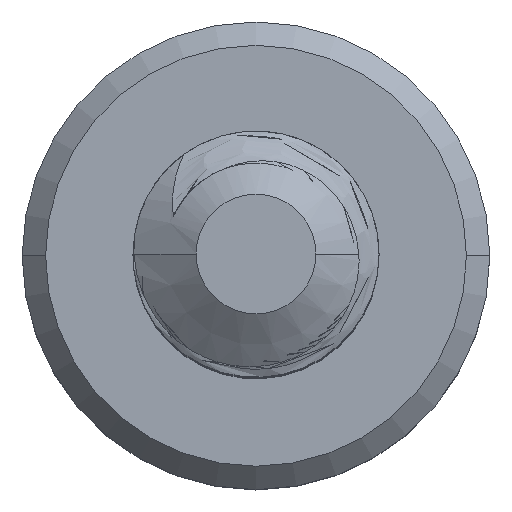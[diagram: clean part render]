
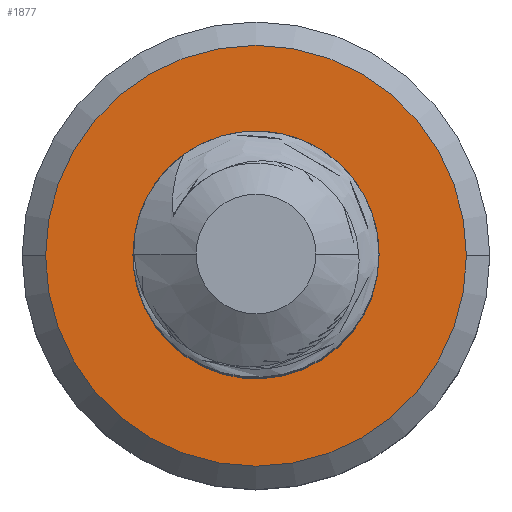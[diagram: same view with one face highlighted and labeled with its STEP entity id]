
A CAD part, top view. The second image highlights one B-rep face of the part: STEP entity #1877.
In plain terms, the highlighted planar face has unit normal (0, 0, 1).
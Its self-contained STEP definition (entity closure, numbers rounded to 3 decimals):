
#20=FACE_BOUND('',#483,.T.);
#23=PLANE('',#2016);
#276=B_SPLINE_CURVE_WITH_KNOTS('',3,(#4714,#4715,#4716,#4717,#4718,#4719,
#4720,#4721,#4722,#4723),.UNSPECIFIED.,.F.,.F.,(4,2,2,2,4),(0.,
0.001,0.001,0.002,0.002),
 .UNSPECIFIED.);
#278=B_SPLINE_CURVE_WITH_KNOTS('',3,(#5305,#5306,#5307,#5308,#5309,#5310,
#5311,#5312,#5313,#5314,#5315,#5316),.UNSPECIFIED.,.F.,.F.,(4,2,2,2,2,4),
(0.,0.,0.001,0.001,
0.002,0.002),.UNSPECIFIED.);
#375=FACE_OUTER_BOUND('',#482,.T.);
#482=EDGE_LOOP('',(#1716,#1717));
#483=EDGE_LOOP('',(#1718,#1719,#1720,#1721));
#695=CIRCLE('',#1909,1.71);
#703=CIRCLE('',#1961,1.);
#704=CIRCLE('',#2001,0.74);
#715=CIRCLE('',#2017,1.71);
#716=VERTEX_POINT('',#2391);
#717=VERTEX_POINT('',#2392);
#814=VERTEX_POINT('',#3313);
#816=VERTEX_POINT('',#3321);
#891=VERTEX_POINT('',#4713);
#892=VERTEX_POINT('',#5299);
#904=EDGE_CURVE('',#716,#717,#695,.T.);
#1045=EDGE_CURVE('',#816,#814,#703,.T.);
#1159=EDGE_CURVE('',#891,#814,#276,.T.);
#1163=EDGE_CURVE('',#816,#892,#278,.T.);
#1164=EDGE_CURVE('',#892,#891,#704,.T.);
#1175=EDGE_CURVE('',#717,#716,#715,.T.);
#1716=ORIENTED_EDGE('',*,*,#1175,.T.);
#1717=ORIENTED_EDGE('',*,*,#904,.T.);
#1718=ORIENTED_EDGE('',*,*,#1045,.F.);
#1719=ORIENTED_EDGE('',*,*,#1163,.T.);
#1720=ORIENTED_EDGE('',*,*,#1164,.T.);
#1721=ORIENTED_EDGE('',*,*,#1159,.T.);
#1877=ADVANCED_FACE('',(#375,#20),#23,.F.);
#1909=AXIS2_PLACEMENT_3D('',#2393,#2040,#2041);
#1961=AXIS2_PLACEMENT_3D('',#3327,#2193,#2194);
#2001=AXIS2_PLACEMENT_3D('',#5318,#2310,#2311);
#2016=AXIS2_PLACEMENT_3D('',#5338,#2340,#2341);
#2017=AXIS2_PLACEMENT_3D('',#5339,#2342,#2343);
#2040=DIRECTION('center_axis',(0.,0.,1.));
#2041=DIRECTION('ref_axis',(-1.,0.,0.));
#2193=DIRECTION('center_axis',(0.,0.,1.));
#2194=DIRECTION('ref_axis',(1.,0.,0.));
#2310=DIRECTION('center_axis',(0.,0.,-1.));
#2311=DIRECTION('ref_axis',(1.,0.,0.));
#2340=DIRECTION('center_axis',(0.,0.,-1.));
#2341=DIRECTION('ref_axis',(-1.,0.,0.));
#2342=DIRECTION('center_axis',(0.,0.,1.));
#2343=DIRECTION('ref_axis',(-1.,0.,0.));
#2391=CARTESIAN_POINT('',(1.71,0.,-8.));
#2392=CARTESIAN_POINT('',(-1.71,0.,-8.));
#2393=CARTESIAN_POINT('Origin',(0.,0.,-8.));
#3313=CARTESIAN_POINT('',(-0.701,0.714,-8.));
#3321=CARTESIAN_POINT('',(0.,1.,-8.));
#3327=CARTESIAN_POINT('Origin',(0.,0.,-8.));
#4713=CARTESIAN_POINT('',(0.,-0.74,-8.));
#4714=CARTESIAN_POINT('Ctrl Pts',(0.,-0.74,
-8.));
#4715=CARTESIAN_POINT('Ctrl Pts',(-0.173,-0.764,
-8.));
#4716=CARTESIAN_POINT('Ctrl Pts',(-0.349,-0.729,
-8.));
#4717=CARTESIAN_POINT('Ctrl Pts',(-0.651,-0.555,
-8.));
#4718=CARTESIAN_POINT('Ctrl Pts',(-0.768,-0.419,-8.));
#4719=CARTESIAN_POINT('Ctrl Pts',(-0.911,-0.103,
-8.));
#4720=CARTESIAN_POINT('Ctrl Pts',(-0.936,0.075,
-8.));
#4721=CARTESIAN_POINT('Ctrl Pts',(-0.886,0.416,
-8.));
#4722=CARTESIAN_POINT('Ctrl Pts',(-0.811,0.578,
-8.));
#4723=CARTESIAN_POINT('Ctrl Pts',(-0.701,0.714,-8.));
#5299=CARTESIAN_POINT('',(0.519,-0.528,-8.));
#5305=CARTESIAN_POINT('Ctrl Pts',(0.,1.,-8.));
#5306=CARTESIAN_POINT('Ctrl Pts',(0.087,0.991,
-8.));
#5307=CARTESIAN_POINT('Ctrl Pts',(0.17,0.971,-8.));
#5308=CARTESIAN_POINT('Ctrl Pts',(0.331,0.908,-8.));
#5309=CARTESIAN_POINT('Ctrl Pts',(0.407,0.865,-8.));
#5310=CARTESIAN_POINT('Ctrl Pts',(0.613,0.708,-8.));
#5311=CARTESIAN_POINT('Ctrl Pts',(0.722,0.563,-8.));
#5312=CARTESIAN_POINT('Ctrl Pts',(0.843,0.241,-8.));
#5313=CARTESIAN_POINT('Ctrl Pts',(0.851,0.061,-8.));
#5314=CARTESIAN_POINT('Ctrl Pts',(0.758,-0.275,
-8.));
#5315=CARTESIAN_POINT('Ctrl Pts',(0.66,-0.426,
-8.));
#5316=CARTESIAN_POINT('Ctrl Pts',(0.519,-0.528,
-8.));
#5318=CARTESIAN_POINT('Origin',(0.,0.,-8.));
#5338=CARTESIAN_POINT('Origin',(0.,0.,-8.));
#5339=CARTESIAN_POINT('Origin',(0.,0.,-8.));
